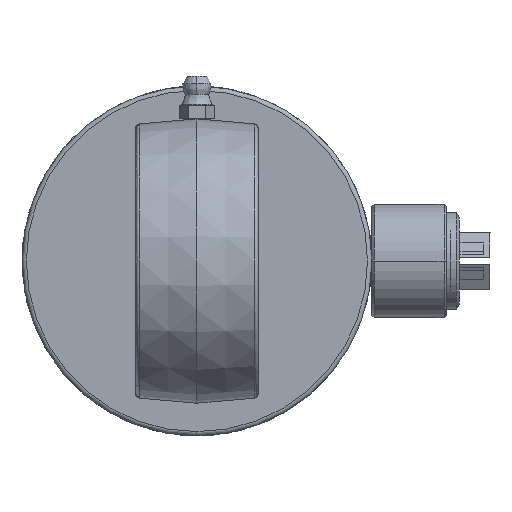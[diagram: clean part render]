
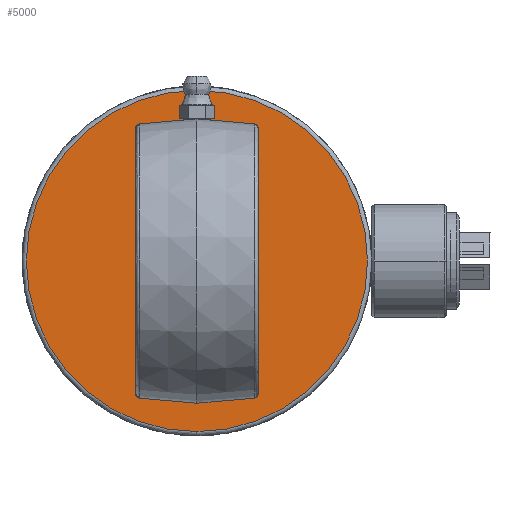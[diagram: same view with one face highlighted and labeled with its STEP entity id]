
A CAD part, left-side view. The second image highlights one B-rep face of the part: STEP entity #5000.
In plain terms, the highlighted planar face has unit normal (-1, 0, 0).
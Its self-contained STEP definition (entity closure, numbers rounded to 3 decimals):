
#3673 = DIRECTION ( 'NONE',  ( 0., 0., 1. ) ) ;
#5000 = ADVANCED_FACE ( 'NONE', ( #23773 ), #11432, .T. ) ;
#6250 = CARTESIAN_POINT ( 'NONE',  ( -10., 0., 0. ) ) ;
#8736 = CARTESIAN_POINT ( 'NONE',  ( -10., 0., 0. ) ) ;
#10105 = DIRECTION ( 'NONE',  ( -1., 0., 0. ) ) ;
#10284 = CIRCLE ( 'NONE', #18537, 39. ) ;
#11262 = EDGE_LOOP ( 'NONE', ( #24157, #29525 ) ) ;
#11432 = PLANE ( 'NONE',  #32007 ) ;
#12367 = EDGE_CURVE ( 'NONE', #22918, #46214, #10284, .T. ) ;
#12659 = DIRECTION ( 'NONE',  ( 0., 0., 1. ) ) ;
#13179 = DIRECTION ( 'NONE',  ( -1., 0., 0. ) ) ;
#18537 = AXIS2_PLACEMENT_3D ( 'NONE', #6250, #10105, #41560 ) ;
#22918 = VERTEX_POINT ( 'NONE', #38133 ) ;
#23279 = CARTESIAN_POINT ( 'NONE',  ( -10., 0., 39. ) ) ;
#23773 = FACE_OUTER_BOUND ( 'NONE', #11262, .T. ) ;
#24157 = ORIENTED_EDGE ( 'NONE', *, *, #12367, .T. ) ;
#24264 = AXIS2_PLACEMENT_3D ( 'NONE', #8736, #13179, #12659 ) ;
#29525 = ORIENTED_EDGE ( 'NONE', *, *, #43068, .T. ) ;
#32007 = AXIS2_PLACEMENT_3D ( 'NONE', #23279, #38949, #3673 ) ;
#33262 = CARTESIAN_POINT ( 'NONE',  ( -10., 0., -39. ) ) ;
#34927 = CIRCLE ( 'NONE', #24264, 39. ) ;
#38133 = CARTESIAN_POINT ( 'NONE',  ( -10., 0., 39. ) ) ;
#38949 = DIRECTION ( 'NONE',  ( -1., 0., 0. ) ) ;
#41560 = DIRECTION ( 'NONE',  ( 0., 0., 1. ) ) ;
#43068 = EDGE_CURVE ( 'NONE', #46214, #22918, #34927, .T. ) ;
#46214 = VERTEX_POINT ( 'NONE', #33262 ) ;
